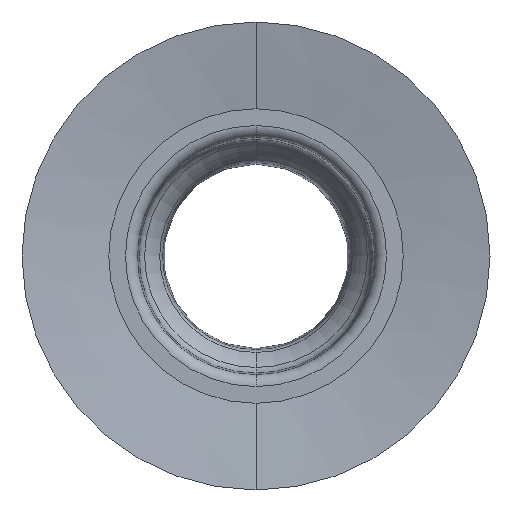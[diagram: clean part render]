
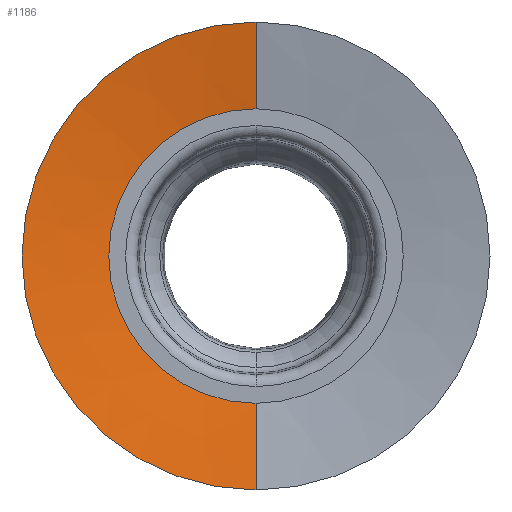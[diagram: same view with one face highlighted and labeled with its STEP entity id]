
A CAD part, top view. The second image highlights one B-rep face of the part: STEP entity #1186.
In plain terms, the highlighted conical face has half-angle 80.555 degrees and reference radius 4.888 mm.
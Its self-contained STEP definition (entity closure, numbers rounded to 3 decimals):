
#16=CARTESIAN_POINT('',(0.,0.,-0.37));
#17=DIRECTION('',(0.,0.,1.));
#18=DIRECTION('',(0.,1.,0.));
#19=AXIS2_PLACEMENT_3D('',#16,#17,#18);
#25=DIRECTION('',(0.,0.986,-0.164));
#26=VECTOR('',#25,2.255);
#27=CARTESIAN_POINT('',(0.,-6.,
0.));
#28=LINE('',#27,#26);
#32=CARTESIAN_POINT('',(0.,0.,0.));
#33=DIRECTION('',(0.,0.,-1.));
#34=DIRECTION('',(0.,-1.,0.));
#35=AXIS2_PLACEMENT_3D('',#32,#33,#34);
#40=CARTESIAN_POINT('',(0.,0.,0.));
#41=DIRECTION('',(0.,0.,-1.));
#42=DIRECTION('',(-1.,0.,0.));
#43=AXIS2_PLACEMENT_3D('',#40,#41,#42);
#48=DIRECTION('',(0.,-0.986,-0.164));
#49=VECTOR('',#48,2.255);
#50=CARTESIAN_POINT('',(0.,6.,0.));
#51=LINE('',#50,#49);
#1122=CARTESIAN_POINT('',(0.,-6.,0.));
#1124=VERTEX_POINT('',#1122);
#1125=CARTESIAN_POINT('',(0.,6.,0.));
#1126=VERTEX_POINT('',#1125);
#1127=CARTESIAN_POINT('',(-6.,0.,0.));
#1128=VERTEX_POINT('',#1127);
#1129=CARTESIAN_POINT('',(0.,-3.776,-0.37));
#1130=CARTESIAN_POINT('',(0.,3.776,-0.37));
#1131=VERTEX_POINT('',#1129);
#1132=VERTEX_POINT('',#1130);
#1169=CARTESIAN_POINT('',(0.,0.,-0.185));
#1170=DIRECTION('',(0.,0.,1.));
#1171=DIRECTION('',(0.,-1.,0.));
#1172=AXIS2_PLACEMENT_3D('',#1169,#1170,#1171);
#1173=CONICAL_SURFACE('',#1172,4.888,80.555);
#1175=ORIENTED_EDGE('',*,*,#1174,.T.);
#1177=ORIENTED_EDGE('',*,*,#1176,.F.);
#1179=ORIENTED_EDGE('',*,*,#1178,.T.);
#1181=ORIENTED_EDGE('',*,*,#1180,.T.);
#1183=ORIENTED_EDGE('',*,*,#1182,.T.);
#1184=EDGE_LOOP('',(#1175,#1177,#1179,#1181,#1183));
#1185=FACE_OUTER_BOUND('',#1184,.F.);
#20=CIRCLE('',#19,3.776);
#36=CIRCLE('',#35,6.);
#44=CIRCLE('',#43,6.);
#1174=EDGE_CURVE('',#1132,#1131,#20,.T.);
#1176=EDGE_CURVE('',#1124,#1131,#28,.T.);
#1178=EDGE_CURVE('',#1124,#1128,#36,.T.);
#1180=EDGE_CURVE('',#1128,#1126,#44,.T.);
#1182=EDGE_CURVE('',#1126,#1132,#51,.T.);
#1186=ADVANCED_FACE('',(#1185),#1173,.F.);
